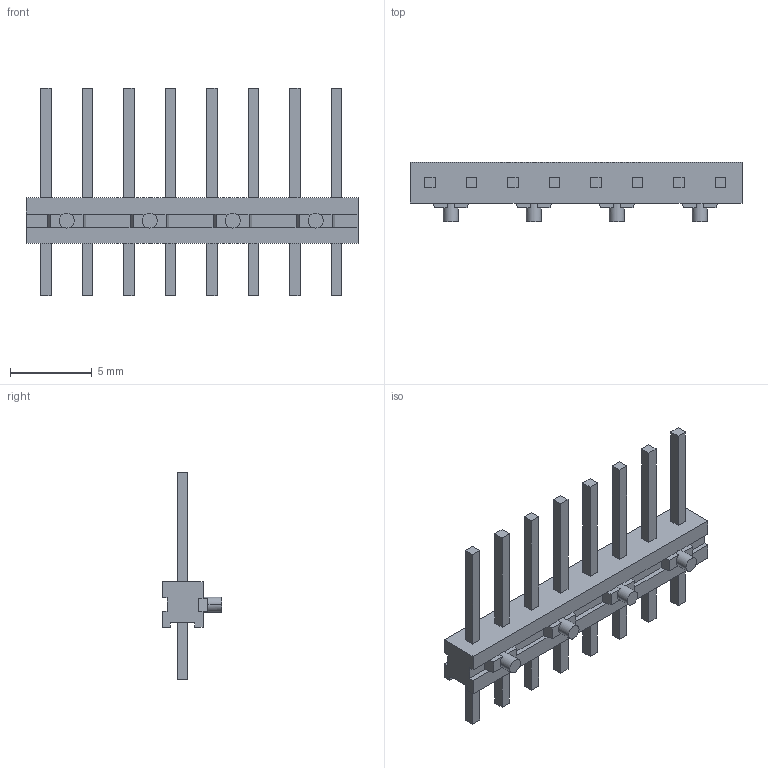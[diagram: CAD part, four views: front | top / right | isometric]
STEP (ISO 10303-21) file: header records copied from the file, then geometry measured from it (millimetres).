
FILE_DESCRIPTION((''),'2;1');
FILE_NAME('C-825433-8','2017-02-27T',('workeradm'),('Tyco Electronics Ltd.'),'CREO PARAMETRIC BY PTC INC, 2016050','CREO PARAMETRIC BY PTC INC, 2016050','');
FILE_SCHEMA(('AUTOMOTIVE_DESIGN { 1 0 10303 214 1 1 1 1 }'));
Length unit declared in the file: millimetre
Products named in the file (1): C-825433-8
Bounding box: 20.32 x 3.65 x 12.7 mm (x, y, z)
Volume: 162 mm3; surface area: 482.1 mm2
Topology: 1 solids, 1 shells, 154 faces, 392 edges, 256 vertices
Faces by surface type: plane 146, cylinder 8
Entity records: 4736 total; most frequent: CARTESIAN_POINT 804, ORIENTED_EDGE 784, DIRECTION 732, EDGE_CURVE 392, VECTOR 360, LINE 360, VERTEX_POINT 256, AXIS2_PLACEMENT_3D 186
